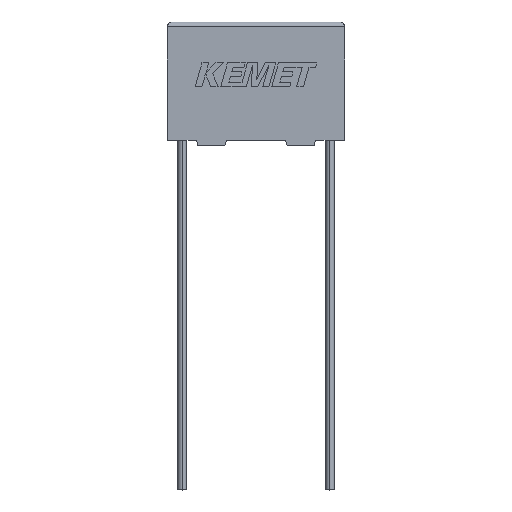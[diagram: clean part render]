
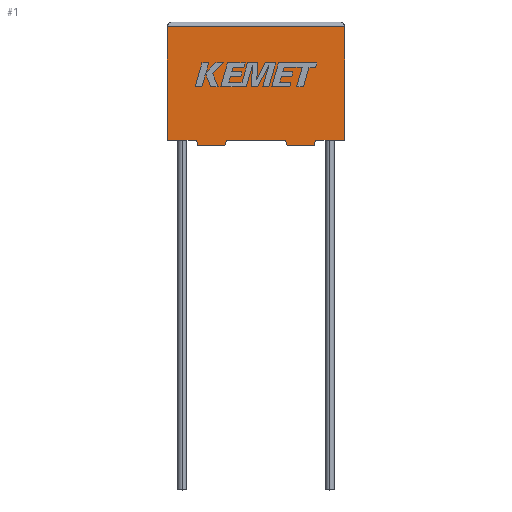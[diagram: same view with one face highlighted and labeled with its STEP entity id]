
A CAD part, top view. The second image highlights one B-rep face of the part: STEP entity #1.
In plain terms, the highlighted planar face has unit normal (0, 0, 1).
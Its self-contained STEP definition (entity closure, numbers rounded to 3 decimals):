
#1 = ADVANCED_FACE ( 'NONE', ( #3164 ), #3102, .F. ) ;
#49 = CARTESIAN_POINT ( 'NONE',  ( 15.06, 0., 6.5 ) ) ;
#135 = EDGE_CURVE ( 'NONE', #1451, #2348, #323, .T. ) ;
#141 = EDGE_CURVE ( 'NONE', #758, #1664, #2615, .T. ) ;
#158 = LINE ( 'NONE', #376, #861 ) ;
#166 = CARTESIAN_POINT ( 'NONE',  ( 0., 0., 6.5 ) ) ;
#243 = VECTOR ( 'NONE', #563, 1000. ) ;
#293 = ORIENTED_EDGE ( 'NONE', *, *, #2984, .T. ) ;
#309 = CARTESIAN_POINT ( 'NONE',  ( 0., 11.5, 6.5 ) ) ;
#323 = LINE ( 'NONE', #411, #354 ) ;
#344 = CARTESIAN_POINT ( 'NONE',  ( 5.844, -0.5, 6.5 ) ) ;
#354 = VECTOR ( 'NONE', #1124, 1000. ) ;
#360 = VECTOR ( 'NONE', #1889, 1000. ) ;
#370 = CARTESIAN_POINT ( 'NONE',  ( 0., 0., 6.5 ) ) ;
#376 = CARTESIAN_POINT ( 'NONE',  ( 0., 0., 6.5 ) ) ;
#411 = CARTESIAN_POINT ( 'NONE',  ( 3.09, -0.5, 6.5 ) ) ;
#448 = CARTESIAN_POINT ( 'NONE',  ( 18., 0., 6.5 ) ) ;
#510 = CARTESIAN_POINT ( 'NONE',  ( 18., 11.5, 6.5 ) ) ;
#563 = DIRECTION ( 'NONE',  ( -1., 0., 0. ) ) ;
#565 = CARTESIAN_POINT ( 'NONE',  ( 2.94, 0., 6.5 ) ) ;
#575 = CARTESIAN_POINT ( 'NONE',  ( 14.91, -0.5, 6.5 ) ) ;
#606 = VERTEX_POINT ( 'NONE', #846 ) ;
#618 = DIRECTION ( 'NONE',  ( -1., 0., 0. ) ) ;
#632 = EDGE_CURVE ( 'NONE', #606, #2774, #158, .T. ) ;
#653 = EDGE_CURVE ( 'NONE', #2348, #791, #1132, .T. ) ;
#680 = LINE ( 'NONE', #850, #2428 ) ;
#758 = VERTEX_POINT ( 'NONE', #1883 ) ;
#791 = VERTEX_POINT ( 'NONE', #2682 ) ;
#799 = CARTESIAN_POINT ( 'NONE',  ( 12.156, -0.5, 6.5 ) ) ;
#831 = DIRECTION ( 'NONE',  ( -0.287, -0.958, 0. ) ) ;
#844 = EDGE_LOOP ( 'NONE', ( #3062, #293, #1668, #1966, #1618, #1327, #1702, #879, #2371, #1547, #1597, #2786 ) ) ;
#846 = CARTESIAN_POINT ( 'NONE',  ( 0., 0., 6.5 ) ) ;
#850 = CARTESIAN_POINT ( 'NONE',  ( 0., 0., 6.5 ) ) ;
#858 = CARTESIAN_POINT ( 'NONE',  ( 12.156, -0.5, 6.5 ) ) ;
#861 = VECTOR ( 'NONE', #2108, 1000. ) ;
#879 = ORIENTED_EDGE ( 'NONE', *, *, #2764, .T. ) ;
#1020 = VERTEX_POINT ( 'NONE', #510 ) ;
#1023 = EDGE_CURVE ( 'NONE', #758, #2738, #2717, .T. ) ;
#1124 = DIRECTION ( 'NONE',  ( 1., 0., 0. ) ) ;
#1132 = LINE ( 'NONE', #1828, #3165 ) ;
#1196 = EDGE_CURVE ( 'NONE', #1527, #2243, #1256, .T. ) ;
#1256 = LINE ( 'NONE', #858, #2082 ) ;
#1327 = ORIENTED_EDGE ( 'NONE', *, *, #135, .T. ) ;
#1336 = CARTESIAN_POINT ( 'NONE',  ( 14.91, -0.5, 6.5 ) ) ;
#1408 = VECTOR ( 'NONE', #3031, 1000. ) ;
#1451 = VERTEX_POINT ( 'NONE', #1498 ) ;
#1498 = CARTESIAN_POINT ( 'NONE',  ( 3.09, -0.5, 6.5 ) ) ;
#1527 = VERTEX_POINT ( 'NONE', #799 ) ;
#1535 = VECTOR ( 'NONE', #831, 1000. ) ;
#1547 = ORIENTED_EDGE ( 'NONE', *, *, #1631, .F. ) ;
#1563 = DIRECTION ( 'NONE',  ( 0., 0., -1. ) ) ;
#1597 = ORIENTED_EDGE ( 'NONE', *, *, #1023, .F. ) ;
#1618 = ORIENTED_EDGE ( 'NONE', *, *, #2906, .T. ) ;
#1631 = EDGE_CURVE ( 'NONE', #2738, #1527, #2946, .T. ) ;
#1663 = DIRECTION ( 'NONE',  ( 0., 1., 0. ) ) ;
#1664 = VERTEX_POINT ( 'NONE', #2584 ) ;
#1668 = ORIENTED_EDGE ( 'NONE', *, *, #2205, .T. ) ;
#1702 = ORIENTED_EDGE ( 'NONE', *, *, #653, .T. ) ;
#1828 = CARTESIAN_POINT ( 'NONE',  ( 5.844, -0.5, 6.5 ) ) ;
#1883 = CARTESIAN_POINT ( 'NONE',  ( 15.06, 0., 6.5 ) ) ;
#1889 = DIRECTION ( 'NONE',  ( 1., 0., 0. ) ) ;
#1930 = EDGE_CURVE ( 'NONE', #1664, #1020, #2663, .T. ) ;
#1966 = ORIENTED_EDGE ( 'NONE', *, *, #632, .T. ) ;
#1996 = VECTOR ( 'NONE', #1663, 1000. ) ;
#2019 = CARTESIAN_POINT ( 'NONE',  ( 0., 0., 6.5 ) ) ;
#2057 = DIRECTION ( 'NONE',  ( 1., 0., 0. ) ) ;
#2082 = VECTOR ( 'NONE', #3094, 1000. ) ;
#2108 = DIRECTION ( 'NONE',  ( 1., 0., 0. ) ) ;
#2205 = EDGE_CURVE ( 'NONE', #2995, #606, #2470, .T. ) ;
#2243 = VERTEX_POINT ( 'NONE', #2292 ) ;
#2292 = CARTESIAN_POINT ( 'NONE',  ( 12.006, 0., 6.5 ) ) ;
#2348 = VERTEX_POINT ( 'NONE', #344 ) ;
#2371 = ORIENTED_EDGE ( 'NONE', *, *, #1196, .F. ) ;
#2383 = LINE ( 'NONE', #309, #2809 ) ;
#2385 = LINE ( 'NONE', #2955, #2539 ) ;
#2408 = AXIS2_PLACEMENT_3D ( 'NONE', #370, #1563, #618 ) ;
#2428 = VECTOR ( 'NONE', #2057, 1000. ) ;
#2470 = LINE ( 'NONE', #2019, #1408 ) ;
#2539 = VECTOR ( 'NONE', #2961, 1000. ) ;
#2584 = CARTESIAN_POINT ( 'NONE',  ( 18., 0., 6.5 ) ) ;
#2615 = LINE ( 'NONE', #166, #360 ) ;
#2663 = LINE ( 'NONE', #448, #1996 ) ;
#2682 = CARTESIAN_POINT ( 'NONE',  ( 5.994, 0., 6.5 ) ) ;
#2717 = LINE ( 'NONE', #49, #1535 ) ;
#2738 = VERTEX_POINT ( 'NONE', #575 ) ;
#2764 = EDGE_CURVE ( 'NONE', #791, #2243, #680, .T. ) ;
#2774 = VERTEX_POINT ( 'NONE', #565 ) ;
#2786 = ORIENTED_EDGE ( 'NONE', *, *, #141, .T. ) ;
#2809 = VECTOR ( 'NONE', #3107, 1000. ) ;
#2868 = CARTESIAN_POINT ( 'NONE',  ( 0., 11.5, 6.5 ) ) ;
#2906 = EDGE_CURVE ( 'NONE', #2774, #1451, #2385, .T. ) ;
#2946 = LINE ( 'NONE', #1336, #243 ) ;
#2955 = CARTESIAN_POINT ( 'NONE',  ( 2.94, 0., 6.5 ) ) ;
#2961 = DIRECTION ( 'NONE',  ( 0.287, -0.958, 0. ) ) ;
#2984 = EDGE_CURVE ( 'NONE', #1020, #2995, #2383, .T. ) ;
#2995 = VERTEX_POINT ( 'NONE', #2868 ) ;
#3031 = DIRECTION ( 'NONE',  ( 0., -1., 0. ) ) ;
#3062 = ORIENTED_EDGE ( 'NONE', *, *, #1930, .T. ) ;
#3094 = DIRECTION ( 'NONE',  ( -0.287, 0.958, 0. ) ) ;
#3102 = PLANE ( 'NONE',  #2408 ) ;
#3107 = DIRECTION ( 'NONE',  ( -1., 0., 0. ) ) ;
#3118 = DIRECTION ( 'NONE',  ( 0.287, 0.958, 0. ) ) ;
#3164 = FACE_OUTER_BOUND ( 'NONE', #844, .T. ) ;
#3165 = VECTOR ( 'NONE', #3118, 1000. ) ;
